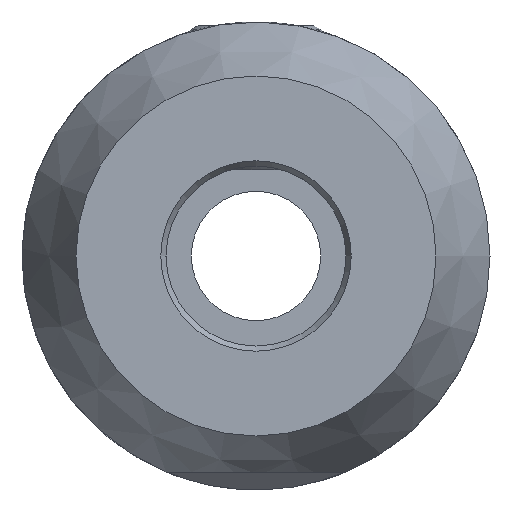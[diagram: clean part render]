
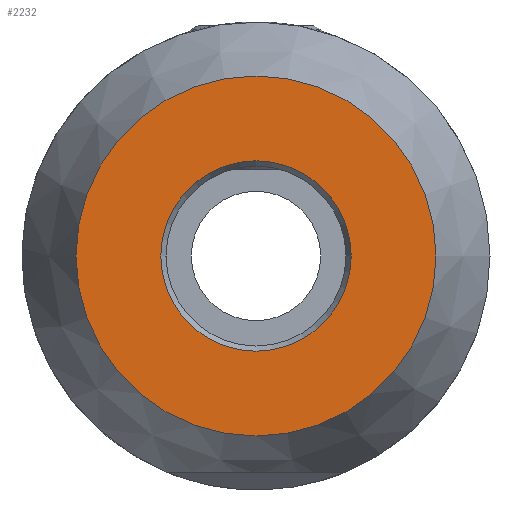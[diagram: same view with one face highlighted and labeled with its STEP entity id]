
A CAD part, left-side view. The second image highlights one B-rep face of the part: STEP entity #2232.
In plain terms, the highlighted planar face has unit normal (-1, 0, 0).
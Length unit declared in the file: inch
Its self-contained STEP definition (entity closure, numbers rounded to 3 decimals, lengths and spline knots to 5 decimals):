
#81=FACE_BOUND('',#429,.T.);
#108=PLANE('',#2418);
#297=FACE_OUTER_BOUND('',#428,.T.);
#428=EDGE_LOOP('',(#1560,#1561));
#429=EDGE_LOOP('',(#1562));
#732=CIRCLE('',#2414,0.41643);
#735=CIRCLE('',#2419,0.7874);
#736=CIRCLE('',#2420,0.7874);
#884=VERTEX_POINT('',#3519);
#887=VERTEX_POINT('',#3529);
#888=VERTEX_POINT('',#3530);
#1139=EDGE_CURVE('',#884,#884,#732,.T.);
#1144=EDGE_CURVE('',#887,#888,#735,.T.);
#1145=EDGE_CURVE('',#888,#887,#736,.T.);
#1560=ORIENTED_EDGE('',*,*,#1144,.F.);
#1561=ORIENTED_EDGE('',*,*,#1145,.F.);
#1562=ORIENTED_EDGE('',*,*,#1139,.F.);
#2232=ADVANCED_FACE('',(#297,#81),#108,.T.);
#2414=AXIS2_PLACEMENT_3D('',#3520,#2747,#2748);
#2418=AXIS2_PLACEMENT_3D('',#3528,#2757,#2758);
#2419=AXIS2_PLACEMENT_3D('',#3531,#2759,#2760);
#2420=AXIS2_PLACEMENT_3D('',#3532,#2761,#2762);
#2747=DIRECTION('center_axis',(-1.,0.,0.));
#2748=DIRECTION('ref_axis',(0.,0.,-1.));
#2757=DIRECTION('center_axis',(-1.,0.,0.));
#2758=DIRECTION('ref_axis',(0.,0.,1.));
#2759=DIRECTION('center_axis',(1.,0.,0.));
#2760=DIRECTION('ref_axis',(0.,1.,0.));
#2761=DIRECTION('center_axis',(1.,0.,0.));
#2762=DIRECTION('ref_axis',(0.,1.,0.));
#3519=CARTESIAN_POINT('',(-2.27354,-0.02641,0.38259));
#3520=CARTESIAN_POINT('Origin',(-2.27354,-0.02641,-0.03385));
#3528=CARTESIAN_POINT('Origin',(-2.27354,0.36729,-0.03385));
#3529=CARTESIAN_POINT('',(-2.27354,0.76099,-0.03385));
#3530=CARTESIAN_POINT('',(-2.27354,-0.81382,-0.03385));
#3531=CARTESIAN_POINT('Origin',(-2.27354,-0.02641,-0.03385));
#3532=CARTESIAN_POINT('Origin',(-2.27354,-0.02641,-0.03385));
